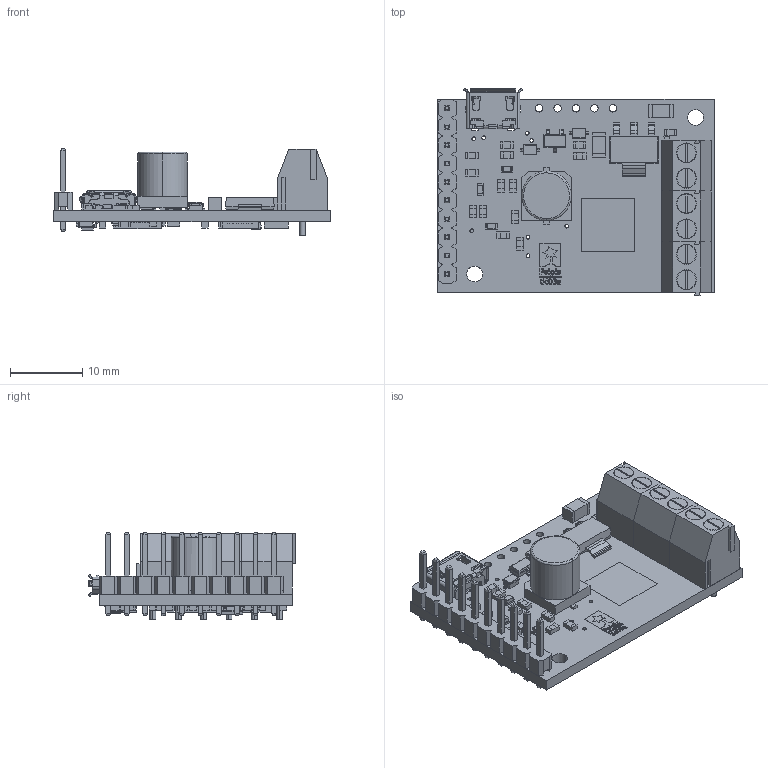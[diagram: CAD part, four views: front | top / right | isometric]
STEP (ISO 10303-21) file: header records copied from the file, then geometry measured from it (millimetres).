
FILE_DESCRIPTION (( 'STEP AP214' ), '1' );
FILE_NAME ('tic_t500_mp6500_stepper_motor_controller.step', '2018-02-27T22:44:19', ( '' ), ( '' ), 'SwSTEP 2.0', 'SolidWorks 2016', '' );
FILE_SCHEMA (( 'AUTOMOTIVE_DESIGN' ));
Length unit declared in the file: millimetre
Products named in the file (1): tic_t500_mp6500_stepper_motor_controller
Bounding box: 38.1 x 28.57 x 12 mm (x, y, z)
Volume: 3131.8 mm3; surface area: 5683.7 mm2
Topology: 5 solids, 5 shells, 2769 faces, 7592 edges, 4878 vertices
Faces by surface type: plane 2077, cylinder 508, bspline 178, cone 6
Entity records: 120693 total; most frequent: CARTESIAN_POINT 23217, ORIENTED_EDGE 15176, DIRECTION 13104, EDGE_CURVE 7588, VECTOR 5948, LINE 5948, VERTEX_POINT 4878, AXIS2_PLACEMENT_3D 3578
